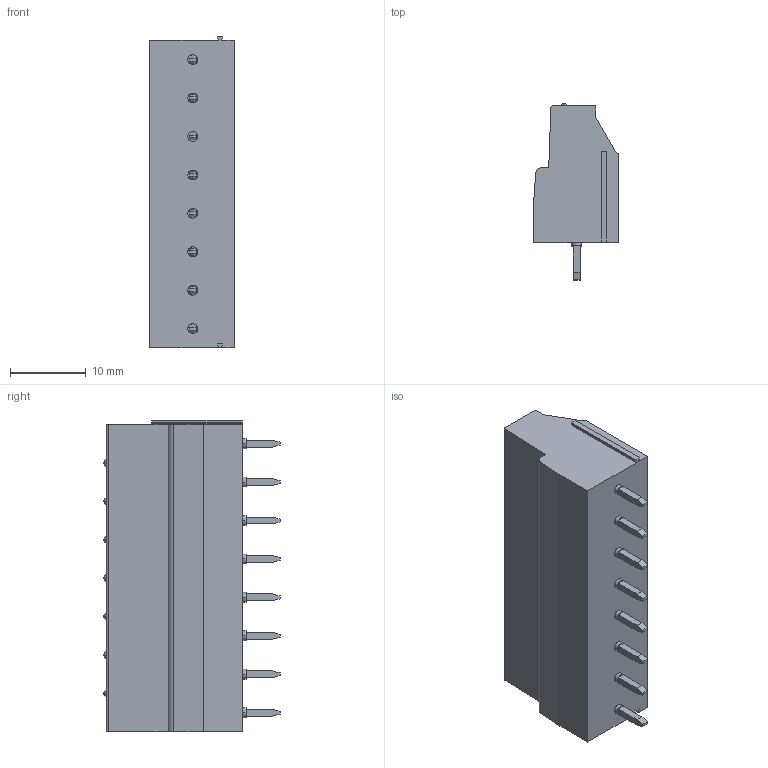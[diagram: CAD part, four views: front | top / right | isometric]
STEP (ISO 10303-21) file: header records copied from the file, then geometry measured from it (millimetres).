
FILE_DESCRIPTION(('SolidDesigner STEP Export'),'2;1');
FILE_NAME('mkds_3-8-5.08.stp','2001-12-05T12:50:14',(''),(''),'SolidDesigner STEP processor Version: 7.0(Mar 1999)for AP214(CD)(Solid Model)','CoCreate SolidDesigner: 09.01 27-May-2001(C) CoCreate Software GmbH','');
FILE_SCHEMA(('AUTOMOTIVE_DESIGN_CC2 {1 2 10303 214 -1 1 5 1}'));
Length unit declared in the file: millimetre
Products named in the file (2): mkds_3-8-5.08
Assembly tree (1 placements, depth 2):
  mkds_3-8-5.08
    mkds_3-8-5.08
Bounding box: 11.2 x 23.3 x 41.21 mm (x, y, z)
Volume: 6338.1 mm3; surface area: 3606.5 mm2
Topology: 1 solids, 1 shells, 473 faces, 1149 edges, 721 vertices
Faces by surface type: plane 356, cylinder 89, sphere 28
Entity records: 16130 total; most frequent: ORIENTED_EDGE 2298, CARTESIAN_POINT 2055, DIRECTION 1907, EDGE_CURVE 1149, VECTOR 761, LINE 761, VERTEX_POINT 721, AXIS2_PLACEMENT_3D 573
